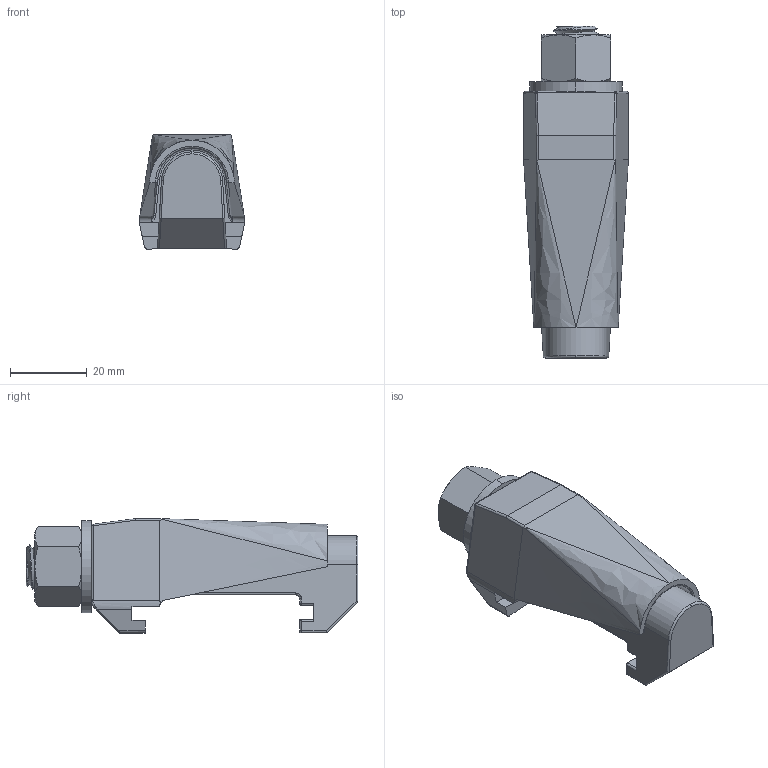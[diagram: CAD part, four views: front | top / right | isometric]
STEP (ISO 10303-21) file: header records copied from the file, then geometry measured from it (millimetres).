
FILE_DESCRIPTION (( 'STEP AP214' ), '1' );
FILE_NAME ('Hositrad_ISO630-C-SS-Double.STEP', '2015-07-21T07:41:40', ( '' ), ( '' ), 'SwSTEP 2.0', 'SolidWorks 2015', '' );
FILE_SCHEMA (( 'AUTOMOTIVE_DESIGN' ));
Length unit declared in the file: millimetre
Products named in the file (5): Clamp-ISO630C-Inside; Hositrad_ISO630-C-SS-Double; hex nut gradec_iso_Hexagon Nut ISO - 4034 - M12 - N; plain washer grade a_din_Washer DIN 125 - A 13; Clamp-ISO630C-SS-Outside
Assembly tree (4 placements, depth 2):
  Hositrad_ISO630-C-SS-Double
    Clamp-ISO630C-Inside
    Clamp-ISO630C-SS-Outside
    plain washer grade a_din_Washer DIN 125 - A 13
    hex nut gradec_iso_Hexagon Nut ISO - 4034 - M12 - N
Bounding box: 27.41 x 86.5 x 29.9 mm (x, y, z)
Volume: 34341.6 mm3; surface area: 15734.6 mm2
Topology: 4 solids, 4 shells, 193 faces, 482 edges, 290 vertices
Faces by surface type: cylinder 88, plane 44, cone 27, bspline 23, sphere 6, torus 5
Entity records: 7574 total; most frequent: CARTESIAN_POINT 3260, ORIENTED_EDGE 948, DIRECTION 793, EDGE_CURVE 474, AXIS2_PLACEMENT_3D 305, VERTEX_POINT 290, EDGE_LOOP 200, ADVANCED_FACE 193
